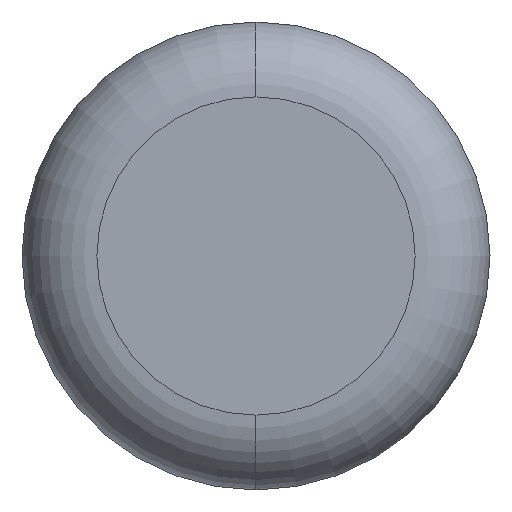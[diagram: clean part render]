
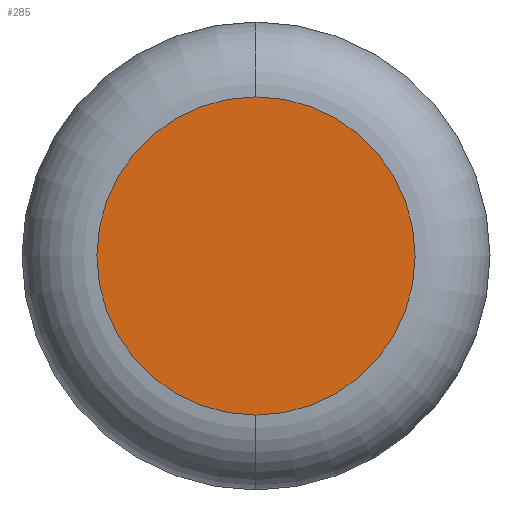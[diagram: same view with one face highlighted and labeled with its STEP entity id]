
A CAD part, front view. The second image highlights one B-rep face of the part: STEP entity #285.
In plain terms, the highlighted planar face has unit normal (0, -1, 0).
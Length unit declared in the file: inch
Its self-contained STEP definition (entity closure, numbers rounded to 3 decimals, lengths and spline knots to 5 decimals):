
#37 = FACE_OUTER_BOUND ( 'NONE', #169, .T. ) ;
#63 = CARTESIAN_POINT ( 'NONE',  ( 0., 0., 0. ) ) ;
#92 = CARTESIAN_POINT ( 'NONE',  ( 0., 0., 0.1275 ) ) ;
#122 = CARTESIAN_POINT ( 'NONE',  ( 0., 0., 0. ) ) ;
#125 = CARTESIAN_POINT ( 'NONE',  ( 0., 0., 0. ) ) ;
#137 = DIRECTION ( 'NONE',  ( 0., -1., 0. ) ) ;
#141 = EDGE_CURVE ( 'NONE', #336, #181, #191, .T. ) ;
#169 = EDGE_LOOP ( 'NONE', ( #296, #345 ) ) ;
#180 = CARTESIAN_POINT ( 'NONE',  ( 0., 0., -0.1275 ) ) ;
#181 = VERTEX_POINT ( 'NONE', #92 ) ;
#182 = AXIS2_PLACEMENT_3D ( 'NONE', #125, #331, #409 ) ;
#189 = EDGE_CURVE ( 'NONE', #181, #336, #327, .T. ) ;
#191 = CIRCLE ( 'NONE', #182, 0.1275 ) ;
#198 = PLANE ( 'NONE',  #512 ) ;
#222 = DIRECTION ( 'NONE',  ( 0., 0., -1. ) ) ;
#285 = ADVANCED_FACE ( 'NONE', ( #37 ), #198, .T. ) ;
#296 = ORIENTED_EDGE ( 'NONE', *, *, #141, .T. ) ;
#327 = CIRCLE ( 'NONE', #372, 0.1275 ) ;
#331 = DIRECTION ( 'NONE',  ( 0., -1., 0. ) ) ;
#336 = VERTEX_POINT ( 'NONE', #180 ) ;
#345 = ORIENTED_EDGE ( 'NONE', *, *, #189, .T. ) ;
#372 = AXIS2_PLACEMENT_3D ( 'NONE', #122, #137, #389 ) ;
#389 = DIRECTION ( 'NONE',  ( 0., 0., -1. ) ) ;
#390 = DIRECTION ( 'NONE',  ( 0., -1., 0. ) ) ;
#409 = DIRECTION ( 'NONE',  ( 0., 0., -1. ) ) ;
#512 = AXIS2_PLACEMENT_3D ( 'NONE', #63, #390, #222 ) ;
